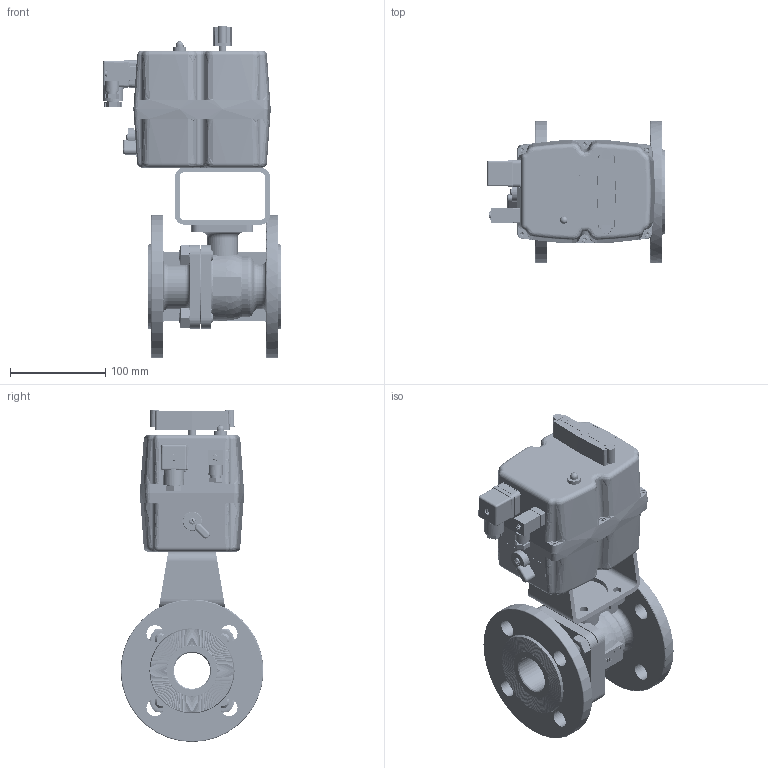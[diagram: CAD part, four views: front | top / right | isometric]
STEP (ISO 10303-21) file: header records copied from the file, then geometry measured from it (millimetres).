
FILE_DESCRIPTION(('STEP AP214'),'1');
FILE_NAME('valve_ake_168e-40-16-s35.stp','2018-06-14T12:55:56',('TraceParts'),('TraceParts S.A.'),'Spatial InterOp 3D',' ',' ');
FILE_SCHEMA(('automotive_design'));
Length unit declared in the file: millimetre
Products named in the file (3348): valve_ake_168e-40-16-s35_1; valve_ake_168e-40-16-s35_2; valve_ake_168e-40-16-s35_3; valve_ake_168e-40-16-s35_4; valve_ake_168e-40-16-s35_5; valve_ake_168e-40-16-s35_6; valve_ake_168e-40-16-s35_7; valve_ake_168e-40-16-s35_8; valve_ake_168e-40-16-s35_9; valve_ake_168e-40-16-s35_10; valve_ake_168e-40-16-s35_11; valve_ake_168e-40-16-s35_12; valve_ake_168e-40-16-s35_13; valve_ake_168e-40-16-s35_14; valve_ake_168e-40-16-s35_15; valve_ake_168e-40-16-s35_16; valve_ake_168e-40-16-s35_17; valve_ake_168e-40-16-s35_18; valve_ake_168e-40-16-s35_19; valve_ake_168e-40-16-s35_20; valve_ake_168e-40-16-s35_21; valve_ake_168e-40-16-s35_22; valve_ake_168e-40-16-s35_23; valve_ake_168e-40-16-s35_24; valve_ake_168e-40-16-s35_25; valve_ake_168e-40-16-s35_26; valve_ake_168e-40-16-s35_27; valve_ake_168e-40-16-s35_28; valve_ake_168e-40-16-s35_29; valve_ake_168e-40-16-s35_30; valve_ake_168e-40-16-s35_31; valve_ake_168e-40-16-s35_32; valve_ake_168e-40-16-s35_33; valve_ake_168e-40-16-s35_34; valve_ake_168e-40-16-s35_35; valve_ake_168e-40-16-s35_36; valve_ake_168e-40-16-s35_37; valve_ake_168e-40-16-s35_38; valve_ake_168e-40-16-s35_39; valve_ake_168e-40-16-s35_40 ...
Bounding box: 187.62 x 150 x 349.23 mm (x, y, z)
Surface area: 414074.3 mm2 (no closed solid volume)
Topology: 0 solids, 4852 shells, 4852 faces, 22351 edges, 22282 vertices
Faces by surface type: plane 1494, cylinder 1473, cone 1064, torus 575, sphere 146, bspline 100
Entity records: 389868 total; most frequent: CARTESIAN_POINT 88836, DIRECTION 47147, ORIENTED_EDGE 22283, EDGE_CURVE 22283, VERTEX_POINT 22283, AXIS2_PLACEMENT_3D 18251, LINE 10645, VECTOR 10645
